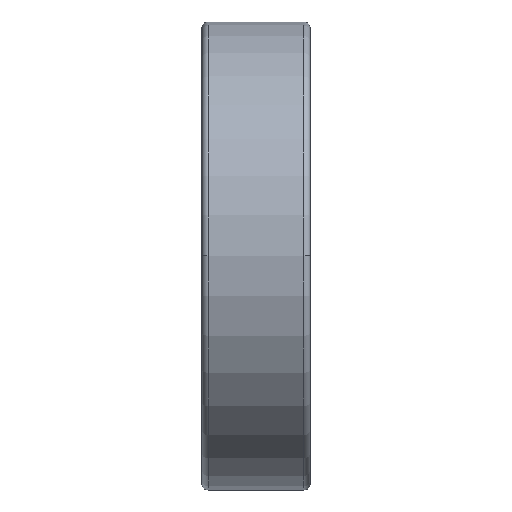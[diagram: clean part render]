
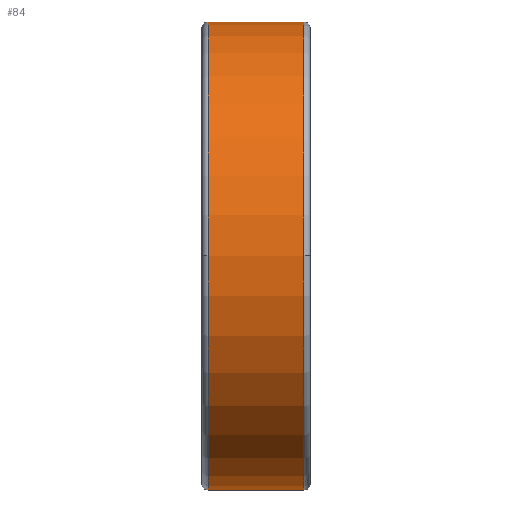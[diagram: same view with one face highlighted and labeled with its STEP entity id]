
A CAD part, top view. The second image highlights one B-rep face of the part: STEP entity #84.
In plain terms, the highlighted cylindrical face has radius 80 mm (diameter 160 mm), a partial arc.
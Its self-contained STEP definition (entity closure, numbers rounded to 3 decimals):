
#84=ADVANCED_FACE('',(#275),#276,.T.);
#275=FACE_OUTER_BOUND('',#635,.T.);
#276=CYLINDRICAL_SURFACE('',#636,80.0);
#635=EDGE_LOOP('',(#1127,#1128,#1129,#1130,#1131,#1132));
#636=AXIS2_PLACEMENT_3D('',#1133,#1134,#1135);
#1127=ORIENTED_EDGE('',*,*,#2401,.F.);
#1128=ORIENTED_EDGE('',*,*,#2402,.T.);
#1129=ORIENTED_EDGE('',*,*,#2403,.T.);
#1130=ORIENTED_EDGE('',*,*,#2404,.F.);
#1131=ORIENTED_EDGE('',*,*,#2405,.F.);
#1132=ORIENTED_EDGE('',*,*,#2397,.F.);
#1133=CARTESIAN_POINT('',(18.5,0.0,0.0));
#1134=DIRECTION('',(1.0,0.0,0.0));
#1135=DIRECTION('',(0.0,1.0,0.0));
#2397=EDGE_CURVE('',#2888,#2890,#2891,.T.);
#2401=EDGE_CURVE('',#2897,#2888,#2898,.T.);
#2402=EDGE_CURVE('',#2897,#2899,#2900,.T.);
#2403=EDGE_CURVE('',#2899,#2901,#2902,.T.);
#2404=EDGE_CURVE('',#2903,#2901,#2904,.T.);
#2405=EDGE_CURVE('',#2890,#2903,#2905,.T.);
#2888=VERTEX_POINT('',#3666);
#2890=VERTEX_POINT('',#3668);
#2891=CIRCLE('',#3669,80.0);
#2897=VERTEX_POINT('',#3675);
#2898=LINE('',#3676,#3677);
#2899=VERTEX_POINT('',#3678);
#2900=CIRCLE('',#3679,80.0);
#2901=VERTEX_POINT('',#3680);
#2902=CIRCLE('',#3681,80.0);
#2903=VERTEX_POINT('',#3682);
#2904=LINE('',#3683,#3684);
#2905=CIRCLE('',#3685,80.0);
#3666=CARTESIAN_POINT('',(34.9,80.0,0.0));
#3668=CARTESIAN_POINT('',(34.9,0.,80.0));
#3669=AXIS2_PLACEMENT_3D('',#5587,#5588,#5589);
#3675=CARTESIAN_POINT('',(2.1,80.0,0.0));
#3676=CARTESIAN_POINT('',(18.5,80.0,0.));
#3677=VECTOR('',#5599,1.0);
#3678=CARTESIAN_POINT('',(2.1,0.,80.0));
#3679=AXIS2_PLACEMENT_3D('',#5600,#5601,#5602);
#3680=CARTESIAN_POINT('',(2.1,-80.0,0.));
#3681=AXIS2_PLACEMENT_3D('',#5603,#5604,#5605);
#3682=CARTESIAN_POINT('',(34.9,-80.0,0.));
#3683=CARTESIAN_POINT('',(18.5,-80.0,0.));
#3684=VECTOR('',#5606,1.0);
#3685=AXIS2_PLACEMENT_3D('',#5607,#5608,#5609);
#5587=CARTESIAN_POINT('',(34.9,0.0,0.0));
#5588=DIRECTION('',(1.0,0.0,0.0));
#5589=DIRECTION('',(0.0,1.0,0.0));
#5599=DIRECTION('',(1.0,0.0,0.0));
#5600=CARTESIAN_POINT('',(2.1,0.0,0.0));
#5601=DIRECTION('',(1.0,0.0,0.0));
#5602=DIRECTION('',(0.0,1.0,0.0));
#5603=CARTESIAN_POINT('',(2.1,0.0,0.0));
#5604=DIRECTION('',(1.0,0.0,0.0));
#5605=DIRECTION('',(0.0,1.0,0.0));
#5606=DIRECTION('',(-1.0,-0.0,-0.0));
#5607=CARTESIAN_POINT('',(34.9,0.0,0.0));
#5608=DIRECTION('',(1.0,0.0,0.0));
#5609=DIRECTION('',(0.0,1.0,0.0));
